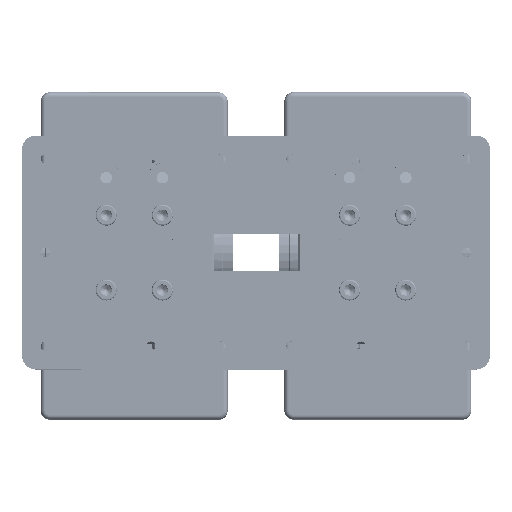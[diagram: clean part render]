
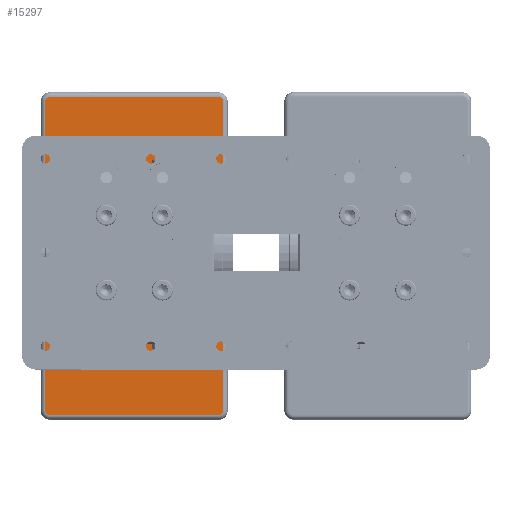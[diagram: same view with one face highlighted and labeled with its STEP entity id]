
A CAD part, top view. The second image highlights one B-rep face of the part: STEP entity #15297.
In plain terms, the highlighted planar face has unit normal (0, 0, 1).
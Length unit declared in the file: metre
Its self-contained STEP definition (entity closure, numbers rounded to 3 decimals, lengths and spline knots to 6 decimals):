
#953=CIRCLE('',#16528,0.001);
#957=CIRCLE('',#16536,0.001);
#958=CIRCLE('',#16538,0.001);
#961=CIRCLE('',#16544,0.001);
#965=CIRCLE('',#16552,0.001);
#1914=LINE('',#23621,#3273);
#1915=LINE('',#23629,#3274);
#1916=LINE('',#23630,#3275);
#1917=LINE('',#23632,#3276);
#1918=LINE('',#23636,#3277);
#1919=LINE('',#23641,#3278);
#1920=LINE('',#23645,#3279);
#1921=LINE('',#23647,#3280);
#1922=LINE('',#23649,#3281);
#1923=LINE('',#23653,#3282);
#1924=LINE('',#23656,#3283);
#1925=LINE('',#23658,#3284);
#1926=LINE('',#23666,#3285);
#1928=LINE('',#23670,#3287);
#1929=LINE('',#23674,#3288);
#1932=LINE('',#23686,#3291);
#1933=LINE('',#23690,#3292);
#1935=LINE('',#23698,#3294);
#1936=LINE('',#23700,#3295);
#1937=LINE('',#23706,#3296);
#1938=LINE('',#23712,#3297);
#1939=LINE('',#23713,#3298);
#1940=LINE('',#23715,#3299);
#3273=VECTOR('',#18889,1.);
#3274=VECTOR('',#18896,1.);
#3275=VECTOR('',#18897,1.);
#3276=VECTOR('',#18900,1.);
#3277=VECTOR('',#18905,1.);
#3278=VECTOR('',#18910,1.);
#3279=VECTOR('',#18915,1.);
#3280=VECTOR('',#18918,1.);
#3281=VECTOR('',#18919,1.);
#3282=VECTOR('',#18924,1.);
#3283=VECTOR('',#18927,1.);
#3284=VECTOR('',#18930,1.);
#3285=VECTOR('',#18941,1.);
#3287=VECTOR('',#18945,1.);
#3288=VECTOR('',#18950,1.);
#3291=VECTOR('',#18965,1.);
#3292=VECTOR('',#18970,1.);
#3294=VECTOR('',#18980,1.);
#3295=VECTOR('',#18983,1.);
#3296=VECTOR('',#18990,1.);
#3297=VECTOR('',#18999,1.);
#3298=VECTOR('',#19000,1.);
#3299=VECTOR('',#19003,1.);
#5374=ORIENTED_EDGE('',*,*,#8874,.F.);
#5375=ORIENTED_EDGE('',*,*,#8877,.F.);
#5376=ORIENTED_EDGE('',*,*,#8850,.F.);
#5377=ORIENTED_EDGE('',*,*,#8854,.F.);
#5378=ORIENTED_EDGE('',*,*,#8859,.F.);
#5379=ORIENTED_EDGE('',*,*,#8862,.F.);
#5380=ORIENTED_EDGE('',*,*,#8867,.F.);
#5381=ORIENTED_EDGE('',*,*,#8869,.F.);
#5382=ORIENTED_EDGE('',*,*,#8875,.T.);
#5383=ORIENTED_EDGE('',*,*,#8872,.T.);
#5384=ORIENTED_EDGE('',*,*,#8868,.T.);
#5385=ORIENTED_EDGE('',*,*,#8864,.T.);
#5386=ORIENTED_EDGE('',*,*,#8860,.F.);
#5387=ORIENTED_EDGE('',*,*,#8856,.F.);
#5388=ORIENTED_EDGE('',*,*,#8852,.T.);
#5389=ORIENTED_EDGE('',*,*,#8848,.F.);
#5390=ORIENTED_EDGE('',*,*,#8845,.F.);
#5391=ORIENTED_EDGE('',*,*,#8843,.F.);
#5392=ORIENTED_EDGE('',*,*,#8839,.F.);
#5393=ORIENTED_EDGE('',*,*,#8842,.T.);
#5394=ORIENTED_EDGE('',*,*,#8847,.F.);
#5395=ORIENTED_EDGE('',*,*,#8835,.F.);
#5396=ORIENTED_EDGE('',*,*,#8837,.T.);
#5397=ORIENTED_EDGE('',*,*,#8841,.T.);
#5398=ORIENTED_EDGE('',*,*,#8876,.F.);
#5399=ORIENTED_EDGE('',*,*,#8834,.F.);
#5400=ORIENTED_EDGE('',*,*,#8830,.T.);
#5401=ORIENTED_EDGE('',*,*,#8833,.T.);
#8830=EDGE_CURVE('',#10703,#10704,#1914,.T.);
#8833=EDGE_CURVE('',#10704,#10706,#1915,.T.);
#8834=EDGE_CURVE('',#10703,#10705,#1916,.T.);
#8835=EDGE_CURVE('',#10683,#10707,#1917,.T.);
#8837=EDGE_CURVE('',#10683,#10698,#1918,.T.);
#8839=EDGE_CURVE('',#10708,#10709,#1919,.T.);
#8841=EDGE_CURVE('',#10698,#10710,#1920,.T.);
#8842=EDGE_CURVE('',#10708,#10711,#1921,.T.);
#8843=EDGE_CURVE('',#10709,#10712,#1922,.T.);
#8845=EDGE_CURVE('',#10712,#10713,#1923,.T.);
#8847=EDGE_CURVE('',#10707,#10711,#1924,.T.);
#8848=EDGE_CURVE('',#10713,#10684,#1925,.T.);
#8850=EDGE_CURVE('',#10714,#10715,#953,.T.);
#8852=EDGE_CURVE('',#10716,#10684,#1926,.T.);
#8854=EDGE_CURVE('',#10717,#10714,#1928,.T.);
#8856=EDGE_CURVE('',#10716,#10718,#1929,.T.);
#8859=EDGE_CURVE('',#10719,#10717,#957,.T.);
#8860=EDGE_CURVE('',#10718,#10720,#958,.T.);
#8862=EDGE_CURVE('',#10721,#10719,#1932,.T.);
#8864=EDGE_CURVE('',#10722,#10720,#1933,.T.);
#8867=EDGE_CURVE('',#10723,#10721,#961,.T.);
#8868=EDGE_CURVE('',#10699,#10722,#1935,.T.);
#8869=EDGE_CURVE('',#10724,#10723,#1936,.T.);
#8872=EDGE_CURVE('',#10725,#10699,#1937,.T.);
#8874=EDGE_CURVE('',#10726,#10724,#965,.T.);
#8875=EDGE_CURVE('',#10706,#10725,#1938,.T.);
#8876=EDGE_CURVE('',#10705,#10710,#1939,.T.);
#8877=EDGE_CURVE('',#10715,#10726,#1940,.T.);
#10683=VERTEX_POINT('',#23549);
#10684=VERTEX_POINT('',#23552);
#10698=VERTEX_POINT('',#23603);
#10699=VERTEX_POINT('',#23606);
#10703=VERTEX_POINT('',#23622);
#10704=VERTEX_POINT('',#23623);
#10705=VERTEX_POINT('',#23627);
#10706=VERTEX_POINT('',#23628);
#10707=VERTEX_POINT('',#23633);
#10708=VERTEX_POINT('',#23639);
#10709=VERTEX_POINT('',#23640);
#10710=VERTEX_POINT('',#23644);
#10711=VERTEX_POINT('',#23648);
#10712=VERTEX_POINT('',#23650);
#10713=VERTEX_POINT('',#23654);
#10714=VERTEX_POINT('',#23661);
#10715=VERTEX_POINT('',#23663);
#10716=VERTEX_POINT('',#23667);
#10717=VERTEX_POINT('',#23671);
#10718=VERTEX_POINT('',#23675);
#10719=VERTEX_POINT('',#23679);
#10720=VERTEX_POINT('',#23683);
#10721=VERTEX_POINT('',#23687);
#10722=VERTEX_POINT('',#23691);
#10723=VERTEX_POINT('',#23695);
#10724=VERTEX_POINT('',#23701);
#10725=VERTEX_POINT('',#23705);
#10726=VERTEX_POINT('',#23709);
#12126=EDGE_LOOP('',(#5374,#5375,#5376,#5377,#5378,#5379,#5380,#5381));
#12127=EDGE_LOOP('',(#5382,#5383,#5384,#5385,#5386,#5387,#5388,#5389,#5390,
#5391,#5392,#5393,#5394,#5395,#5396,#5397,#5398,#5399,#5400,#5401));
#13483=FACE_BOUND('',#12126,.T.);
#13484=FACE_BOUND('',#12127,.T.);
#14678=PLANE('',#16555);
#15297=ADVANCED_FACE('',(#13483,#13484),#14678,.F.);
#16528=AXIS2_PLACEMENT_3D('',#23662,#18935,#18936);
#16536=AXIS2_PLACEMENT_3D('',#23680,#18956,#18957);
#16538=AXIS2_PLACEMENT_3D('',#23682,#18960,#18961);
#16544=AXIS2_PLACEMENT_3D('',#23696,#18976,#18977);
#16552=AXIS2_PLACEMENT_3D('',#23710,#18995,#18996);
#16555=AXIS2_PLACEMENT_3D('',#23716,#19004,#19005);
#18889=DIRECTION('',(1.,0.,0.));
#18896=DIRECTION('',(0.,-1.,0.));
#18897=DIRECTION('',(0.,-1.,0.));
#18900=DIRECTION('',(0.,-1.,0.));
#18905=DIRECTION('',(0.,1.,0.));
#18910=DIRECTION('',(1.,0.,0.));
#18915=DIRECTION('',(0.,1.,0.));
#18918=DIRECTION('',(0.,1.,0.));
#18919=DIRECTION('',(0.,1.,0.));
#18924=DIRECTION('',(1.,0.,0.));
#18927=DIRECTION('',(1.,0.,0.));
#18930=DIRECTION('',(0.,1.,0.));
#18935=DIRECTION('',(0.,0.,-1.));
#18936=DIRECTION('',(-1.,0.,0.));
#18941=DIRECTION('',(0.,-1.,0.));
#18945=DIRECTION('',(0.,1.,0.));
#18950=DIRECTION('',(1.,0.,0.));
#18956=DIRECTION('',(0.,0.,-1.));
#18957=DIRECTION('',(0.,-1.,0.));
#18960=DIRECTION('',(0.,0.,1.));
#18961=DIRECTION('',(1.,0.,0.));
#18965=DIRECTION('',(-1.,0.,0.));
#18970=DIRECTION('',(1.,0.,0.));
#18976=DIRECTION('',(0.,0.,-1.));
#18977=DIRECTION('',(1.,0.,0.));
#18980=DIRECTION('',(0.,-1.,0.));
#18983=DIRECTION('',(0.,-1.,0.));
#18990=DIRECTION('',(0.,-1.,0.));
#18995=DIRECTION('',(0.,0.,-1.));
#18996=DIRECTION('',(0.,1.,0.));
#18999=DIRECTION('',(1.,0.,0.));
#19000=DIRECTION('',(-1.,0.,0.));
#19003=DIRECTION('',(1.,0.,0.));
#19004=DIRECTION('',(0.,0.,-1.));
#19005=DIRECTION('',(-1.,0.,0.));
#23549=CARTESIAN_POINT('',(-0.016667,-0.00505,0.005));
#23552=CARTESIAN_POINT('',(0.016667,-0.00505,0.005));
#23603=CARTESIAN_POINT('',(-0.016667,0.00505,0.005));
#23606=CARTESIAN_POINT('',(0.016667,0.00505,0.005));
#23621=CARTESIAN_POINT('',(0.,0.01405,0.005));
#23622=CARTESIAN_POINT('',(-0.006928,0.01405,0.005));
#23623=CARTESIAN_POINT('',(0.006928,0.01405,0.005));
#23627=CARTESIAN_POINT('',(-0.006928,0.01105,0.005));
#23628=CARTESIAN_POINT('',(0.006928,0.01105,0.005));
#23629=CARTESIAN_POINT('',(0.006928,-0.01405,0.005));
#23630=CARTESIAN_POINT('',(-0.006928,-0.01405,0.005));
#23632=CARTESIAN_POINT('',(-0.016667,0.00505,0.005));
#23633=CARTESIAN_POINT('',(-0.016667,-0.01105,0.005));
#23636=CARTESIAN_POINT('',(-0.016667,-0.00505,0.005));
#23639=CARTESIAN_POINT('',(-0.006928,-0.01405,0.005));
#23640=CARTESIAN_POINT('',(0.006928,-0.01405,0.005));
#23641=CARTESIAN_POINT('',(0.,-0.01405,0.005));
#23644=CARTESIAN_POINT('',(-0.016667,0.01105,0.005));
#23645=CARTESIAN_POINT('',(-0.016667,0.00505,0.005));
#23647=CARTESIAN_POINT('',(-0.006928,-0.01405,0.005));
#23648=CARTESIAN_POINT('',(-0.006928,-0.01105,0.005));
#23649=CARTESIAN_POINT('',(0.006928,-0.01405,0.005));
#23650=CARTESIAN_POINT('',(0.006928,-0.01105,0.005));
#23653=CARTESIAN_POINT('',(-0.0075,-0.01105,0.005));
#23654=CARTESIAN_POINT('',(0.016667,-0.01105,0.005));
#23656=CARTESIAN_POINT('',(-0.015,-0.01105,0.005));
#23658=CARTESIAN_POINT('',(0.016667,0.01105,0.005));
#23661=CARTESIAN_POINT('',(-0.034,0.018,0.005));
#23662=CARTESIAN_POINT('',(-0.033,0.018,0.005));
#23663=CARTESIAN_POINT('',(-0.033,0.019,0.005));
#23666=CARTESIAN_POINT('',(0.016667,0.00505,0.005));
#23667=CARTESIAN_POINT('',(0.016667,-0.001,0.005));
#23670=CARTESIAN_POINT('',(-0.034,-0.018,0.005));
#23671=CARTESIAN_POINT('',(-0.034,-0.018,0.005));
#23674=CARTESIAN_POINT('',(0.009,-0.001,0.005));
#23675=CARTESIAN_POINT('',(0.02102,-0.001,0.005));
#23679=CARTESIAN_POINT('',(-0.033,-0.019,0.005));
#23680=CARTESIAN_POINT('',(-0.033,-0.018,0.005));
#23682=CARTESIAN_POINT('',(0.02102,0.,0.005));
#23683=CARTESIAN_POINT('',(0.02102,0.001,0.005));
#23686=CARTESIAN_POINT('',(0.033,-0.019,0.005));
#23687=CARTESIAN_POINT('',(0.033,-0.019,0.005));
#23690=CARTESIAN_POINT('',(0.009,0.001,0.005));
#23691=CARTESIAN_POINT('',(0.016667,0.001,0.005));
#23695=CARTESIAN_POINT('',(0.034,-0.018,0.005));
#23696=CARTESIAN_POINT('',(0.033,-0.018,0.005));
#23698=CARTESIAN_POINT('',(0.016667,0.00505,0.005));
#23700=CARTESIAN_POINT('',(0.034,0.018,0.005));
#23701=CARTESIAN_POINT('',(0.034,0.018,0.005));
#23705=CARTESIAN_POINT('',(0.016667,0.01105,0.005));
#23706=CARTESIAN_POINT('',(0.016667,0.01105,0.005));
#23709=CARTESIAN_POINT('',(0.033,0.019,0.005));
#23710=CARTESIAN_POINT('',(0.033,0.018,0.005));
#23712=CARTESIAN_POINT('',(-0.0075,0.01105,0.005));
#23713=CARTESIAN_POINT('',(-0.0075,0.01105,0.005));
#23715=CARTESIAN_POINT('',(0.015,0.019,0.005));
#23716=CARTESIAN_POINT('',(0.,0.,0.005));
